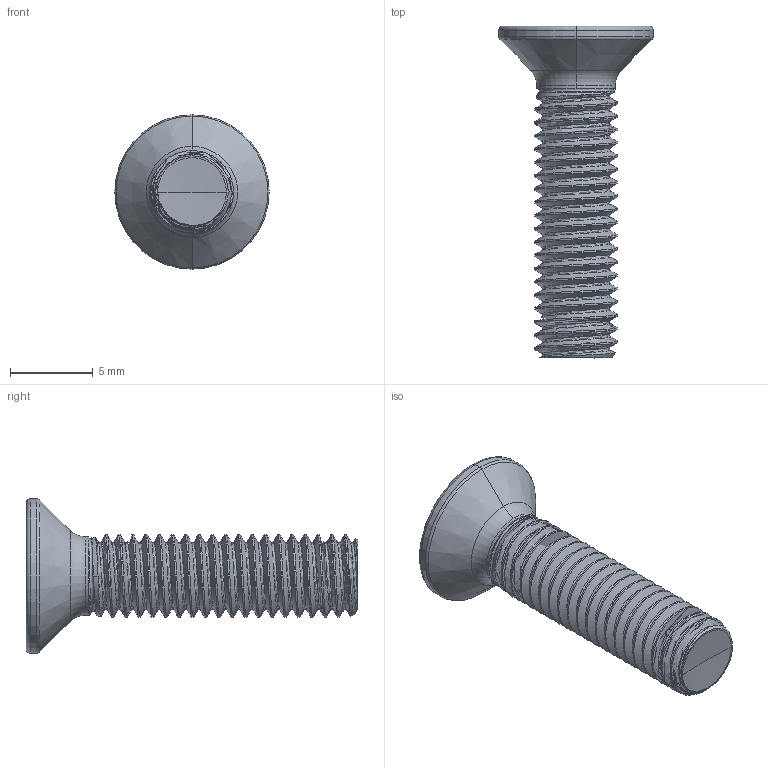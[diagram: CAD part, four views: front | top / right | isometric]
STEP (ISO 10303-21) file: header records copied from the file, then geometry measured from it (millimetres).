
FILE_DESCRIPTION (( 'STEP AP203' ), '1' );
FILE_NAME ('STM410500200.STEP', '2020-12-18T17:26:08', ( '' ), ( '' ), 'SwSTEP 2.0', 'SolidWorks 2015', '' );
FILE_SCHEMA (( 'CONFIG_CONTROL_DESIGN' ));
Length unit declared in the file: millimetre
Products named in the file (2): STM410500200
Bounding box: 9.3 x 20 x 9.3 mm (x, y, z)
Volume: 390.6 mm3; surface area: 587.8 mm2
Topology: 1 solids, 1 shells, 113 faces, 302 edges, 190 vertices
Faces by surface type: cylinder 64, bspline 18, cone 15, torus 9, plane 5, sphere 2
Entity records: 22868 total; most frequent: CARTESIAN_POINT 20329, ORIENTED_EDGE 600, DIRECTION 396, EDGE_CURVE 300, VERTEX_POINT 190, AXIS2_PLACEMENT_3D 159, EDGE_LOOP 114, FACE_OUTER_BOUND 113
